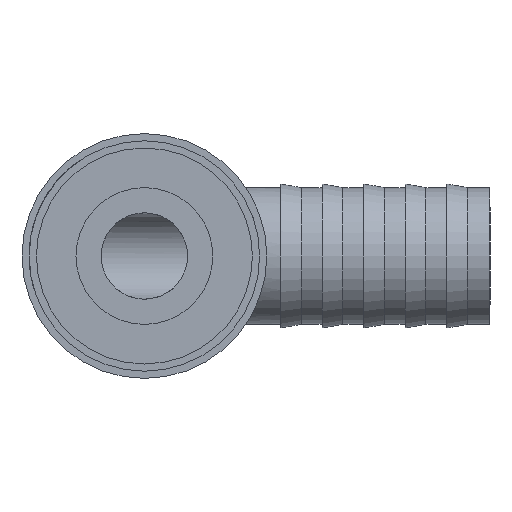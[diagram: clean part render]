
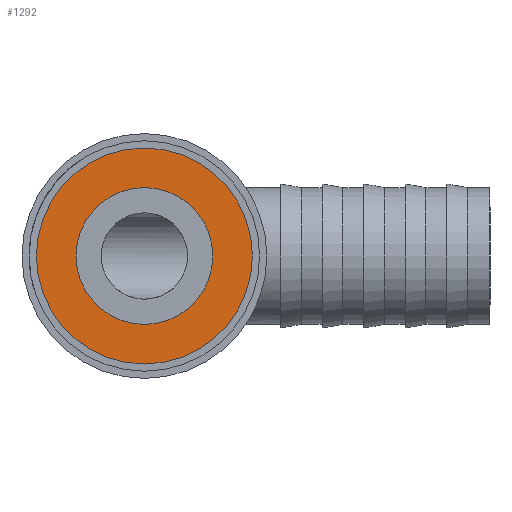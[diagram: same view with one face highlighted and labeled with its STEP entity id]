
A CAD part, left-side view. The second image highlights one B-rep face of the part: STEP entity #1292.
In plain terms, the highlighted planar face has unit normal (-1, 0, 0).
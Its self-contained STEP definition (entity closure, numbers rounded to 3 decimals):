
#106 = EDGE_CURVE ( 'NONE', #275, #4786, #6122, .T. ) ;
#275 = VERTEX_POINT ( 'NONE', #7709 ) ;
#308 = CARTESIAN_POINT ( 'NONE',  ( 0., 0., 0. ) ) ;
#322 = DIRECTION ( 'NONE',  ( -1., 0., 0. ) ) ;
#841 = DIRECTION ( 'NONE',  ( 0., 0., 1. ) ) ;
#1089 = EDGE_LOOP ( 'NONE', ( #5965, #6889 ) ) ;
#1292 = ADVANCED_FACE ( 'NONE', ( #3018, #4597 ), #5261, .F. ) ;
#2411 = CIRCLE ( 'NONE', #2851, 9.5 ) ;
#2507 = VERTEX_POINT ( 'NONE', #8285 ) ;
#2750 = DIRECTION ( 'NONE',  ( -1., 0., 0. ) ) ;
#2771 = CARTESIAN_POINT ( 'NONE',  ( 0., 0., 0. ) ) ;
#2851 = AXIS2_PLACEMENT_3D ( 'NONE', #2771, #2945, #5683 ) ;
#2852 = CARTESIAN_POINT ( 'NONE',  ( 0., 0., 9.5 ) ) ;
#2945 = DIRECTION ( 'NONE',  ( 1., 0., 0. ) ) ;
#3018 = FACE_BOUND ( 'NONE', #1089, .T. ) ;
#3072 = ORIENTED_EDGE ( 'NONE', *, *, #106, .T. ) ;
#3075 = CARTESIAN_POINT ( 'NONE',  ( 0., 0., 0. ) ) ;
#3151 = DIRECTION ( 'NONE',  ( 0., 0., -1. ) ) ;
#3344 = CARTESIAN_POINT ( 'NONE',  ( 0., 0., 0. ) ) ;
#3381 = DIRECTION ( 'NONE',  ( 1., 0., 0. ) ) ;
#3472 = EDGE_CURVE ( 'NONE', #8821, #2507, #3702, .T. ) ;
#3702 = CIRCLE ( 'NONE', #4430, 9.5 ) ;
#3871 = DIRECTION ( 'NONE',  ( 1., 0., 0. ) ) ;
#3971 = AXIS2_PLACEMENT_3D ( 'NONE', #8892, #2750, #841 ) ;
#4082 = EDGE_CURVE ( 'NONE', #4786, #275, #4851, .T. ) ;
#4275 = CARTESIAN_POINT ( 'NONE',  ( 0., 0., -15. ) ) ;
#4430 = AXIS2_PLACEMENT_3D ( 'NONE', #3344, #3381, #6125 ) ;
#4597 = FACE_OUTER_BOUND ( 'NONE', #6183, .T. ) ;
#4786 = VERTEX_POINT ( 'NONE', #4275 ) ;
#4851 = CIRCLE ( 'NONE', #7997, 15. ) ;
#5261 = PLANE ( 'NONE',  #6703 ) ;
#5570 = EDGE_CURVE ( 'NONE', #2507, #8821, #2411, .T. ) ;
#5683 = DIRECTION ( 'NONE',  ( 0., 0., -1. ) ) ;
#5965 = ORIENTED_EDGE ( 'NONE', *, *, #3472, .T. ) ;
#6122 = CIRCLE ( 'NONE', #3971, 15. ) ;
#6125 = DIRECTION ( 'NONE',  ( 0., 0., -1. ) ) ;
#6183 = EDGE_LOOP ( 'NONE', ( #3072, #8178 ) ) ;
#6703 = AXIS2_PLACEMENT_3D ( 'NONE', #308, #3871, #3151 ) ;
#6889 = ORIENTED_EDGE ( 'NONE', *, *, #5570, .T. ) ;
#7709 = CARTESIAN_POINT ( 'NONE',  ( 0., 0., 15. ) ) ;
#7997 = AXIS2_PLACEMENT_3D ( 'NONE', #3075, #322, #8403 ) ;
#8178 = ORIENTED_EDGE ( 'NONE', *, *, #4082, .T. ) ;
#8285 = CARTESIAN_POINT ( 'NONE',  ( 0., 0., -9.5 ) ) ;
#8403 = DIRECTION ( 'NONE',  ( 0., 0., 1. ) ) ;
#8821 = VERTEX_POINT ( 'NONE', #2852 ) ;
#8892 = CARTESIAN_POINT ( 'NONE',  ( 0., 0., 0. ) ) ;
